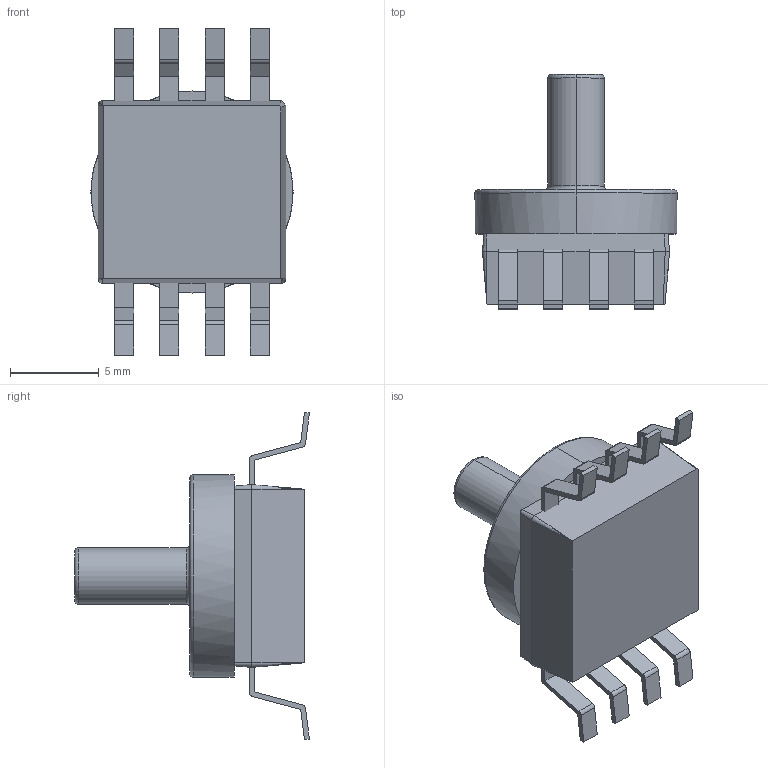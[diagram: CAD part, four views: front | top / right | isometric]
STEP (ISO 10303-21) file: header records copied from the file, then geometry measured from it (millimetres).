
FILE_DESCRIPTION (( 'STEP AP214' ), '1' );
FILE_NAME ('MPXA4115AC6U.STEP', '2024-04-26T09:27:42', ( '' ), ( '' ), 'SwSTEP 2.0', 'SolidWorks 2021', '' );
FILE_SCHEMA (( 'AUTOMOTIVE_DESIGN' ));
Length unit declared in the file: millimetre
Products named in the file (1): MPXA4115AC6U
Bounding box: 11.38 x 13.22 x 18.44 mm (x, y, z)
Volume: 739.1 mm3; surface area: 795.6 mm2
Topology: 5 solids, 5 shells, 114 faces, 285 edges, 180 vertices
Faces by surface type: plane 78, cylinder 22, torus 8, cone 6
Entity records: 4210 total; most frequent: DIRECTION 586, CARTESIAN_POINT 577, ORIENTED_EDGE 564, EDGE_CURVE 282, VECTOR 208, LINE 208, AXIS2_PLACEMENT_3D 189, VERTEX_POINT 180
